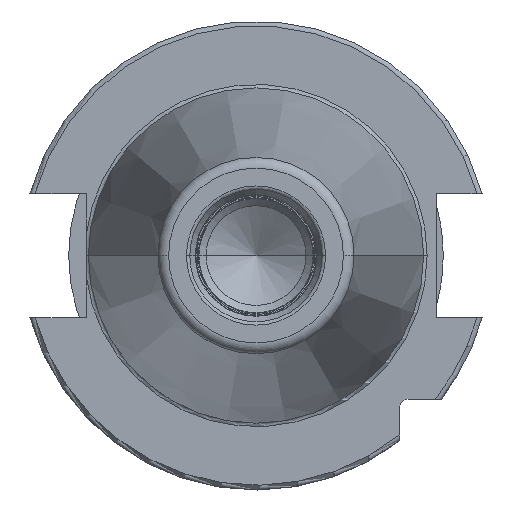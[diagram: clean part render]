
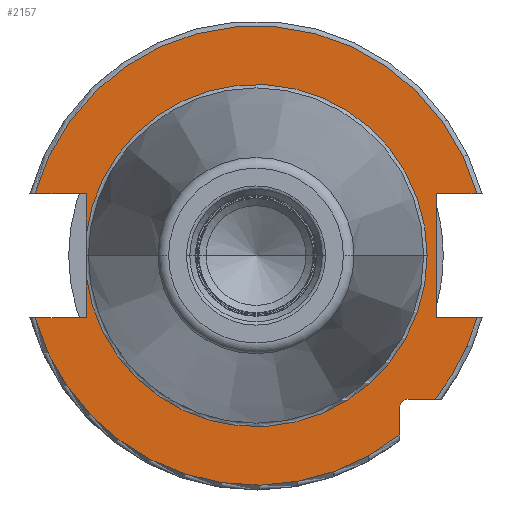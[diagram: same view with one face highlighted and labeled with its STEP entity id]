
A CAD part, left-side view. The second image highlights one B-rep face of the part: STEP entity #2157.
In plain terms, the highlighted planar face has unit normal (-1, 0, 0).
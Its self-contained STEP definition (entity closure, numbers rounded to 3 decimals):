
#117=CARTESIAN_POINT('',(3.2,0.,0.));
#118=DIRECTION('',(-1.,0.,0.));
#119=DIRECTION('',(0.,0.992,-0.124));
#120=AXIS2_PLACEMENT_3D('',#117,#118,#119);
#246=DIRECTION('',(0.,-1.,0.));
#247=VECTOR('',#246,5.654);
#248=CARTESIAN_POINT('',(3.2,-31.6,-29.85));
#249=LINE('',#248,#247);
#250=DIRECTION('',(0.,0.,1.));
#251=VECTOR('',#250,5.654);
#252=CARTESIAN_POINT('',(3.2,-29.85,-37.254));
#253=LINE('',#252,#251);
#254=CARTESIAN_POINT('',(3.2,0.,0.));
#255=DIRECTION('',(-1.,0.,0.));
#256=DIRECTION('',(0.,0.963,-0.27));
#257=AXIS2_PLACEMENT_3D('',#254,#255,#256);
#259=DIRECTION('',(0.,-1.,0.));
#260=VECTOR('',#259,10.661);
#261=CARTESIAN_POINT('',(3.2,45.961,-12.9));
#262=LINE('',#261,#260);
#263=DIRECTION('',(0.,0.,-1.));
#264=VECTOR('',#263,8.485);
#265=CARTESIAN_POINT('',(3.2,35.3,-4.415));
#266=LINE('',#265,#264);
#267=DIRECTION('',(0.,0.,-1.));
#268=VECTOR('',#267,8.485);
#269=CARTESIAN_POINT('',(3.2,35.3,12.9));
#270=LINE('',#269,#268);
#271=DIRECTION('',(0.,-1.,0.));
#272=VECTOR('',#271,10.661);
#273=CARTESIAN_POINT('',(3.2,45.961,12.9));
#274=LINE('',#273,#272);
#275=CARTESIAN_POINT('',(3.2,0.,0.));
#276=DIRECTION('',(1.,0.,0.));
#277=DIRECTION('',(0.,0.963,0.27));
#278=AXIS2_PLACEMENT_3D('',#275,#276,#277);
#280=DIRECTION('',(0.,1.,0.));
#281=VECTOR('',#280,8.461);
#282=CARTESIAN_POINT('',(3.2,-45.961,12.9));
#283=LINE('',#282,#281);
#284=DIRECTION('',(0.,0.,1.));
#285=VECTOR('',#284,25.8);
#286=CARTESIAN_POINT('',(3.2,-37.5,-12.9));
#287=LINE('',#286,#285);
#288=DIRECTION('',(0.,1.,0.));
#289=VECTOR('',#288,8.461);
#290=CARTESIAN_POINT('',(3.2,-45.961,-12.9));
#291=LINE('',#290,#289);
#292=CARTESIAN_POINT('',(3.2,0.,0.));
#293=DIRECTION('',(-1.,0.,0.));
#294=DIRECTION('',(0.,-0.78,-0.625));
#295=AXIS2_PLACEMENT_3D('',#292,#293,#294);
#306=CARTESIAN_POINT('',(3.2,-31.6,-31.6));
#307=DIRECTION('',(1.,0.,0.));
#308=DIRECTION('',(0.,1.,0.));
#309=AXIS2_PLACEMENT_3D('',#306,#307,#308);
#472=CARTESIAN_POINT('',(3.2,-37.254,-29.85));
#961=CARTESIAN_POINT('',(3.2,0.,0.));
#962=DIRECTION('',(1.,0.,0.));
#963=DIRECTION('',(0.,0.992,0.124));
#964=AXIS2_PLACEMENT_3D('',#961,#962,#963);
#1500=CARTESIAN_POINT('',(3.2,-35.575,0.));
#1502=VERTEX_POINT('',#1500);
#1618=CARTESIAN_POINT('',(3.2,45.961,12.9));
#1619=CARTESIAN_POINT('',(3.2,35.3,12.9));
#1620=VERTEX_POINT('',#1618);
#1621=VERTEX_POINT('',#1619);
#1622=CARTESIAN_POINT('',(3.2,35.3,4.415));
#1623=VERTEX_POINT('',#1622);
#1624=CARTESIAN_POINT('',(3.2,35.3,-4.415));
#1625=CARTESIAN_POINT('',(3.2,35.3,-12.9));
#1626=VERTEX_POINT('',#1624);
#1627=VERTEX_POINT('',#1625);
#1628=CARTESIAN_POINT('',(3.2,45.961,-12.9));
#1629=VERTEX_POINT('',#1628);
#1630=CARTESIAN_POINT('',(3.2,-45.961,-12.9));
#1631=CARTESIAN_POINT('',(3.2,-37.5,-12.9));
#1632=VERTEX_POINT('',#1630);
#1633=VERTEX_POINT('',#1631);
#1634=CARTESIAN_POINT('',(3.2,-37.5,12.9));
#1635=VERTEX_POINT('',#1634);
#1636=CARTESIAN_POINT('',(3.2,-45.961,12.9));
#1637=VERTEX_POINT('',#1636);
#1673=CARTESIAN_POINT('',(3.2,-29.85,-37.254));
#1674=VERTEX_POINT('',#1673);
#1679=CARTESIAN_POINT('',(3.2,-29.85,-31.6));
#1680=CARTESIAN_POINT('',(3.2,-31.6,-29.85));
#1681=VERTEX_POINT('',#1679);
#1682=VERTEX_POINT('',#1680);
#1701=VERTEX_POINT('',#472);
#2126=CARTESIAN_POINT('',(3.2,0.,0.));
#2127=DIRECTION('',(1.,0.,0.));
#2128=DIRECTION('',(0.,-1.,0.));
#2129=AXIS2_PLACEMENT_3D('',#2126,#2127,#2128);
#2130=PLANE('',#2129);
#2132=ORIENTED_EDGE('',*,*,#2131,.F.);
#2134=ORIENTED_EDGE('',*,*,#2133,.F.);
#2136=ORIENTED_EDGE('',*,*,#2135,.F.);
#2138=ORIENTED_EDGE('',*,*,#2137,.F.);
#2139=ORIENTED_EDGE('',*,*,#1977,.T.);
#2140=ORIENTED_EDGE('',*,*,#1964,.F.);
#2141=ORIENTED_EDGE('',*,*,#1927,.T.);
#2143=ORIENTED_EDGE('',*,*,#2142,.F.);
#2144=ORIENTED_EDGE('',*,*,#1959,.F.);
#2146=ORIENTED_EDGE('',*,*,#2145,.F.);
#2148=ORIENTED_EDGE('',*,*,#2147,.T.);
#2149=ORIENTED_EDGE('',*,*,#2099,.T.);
#2150=ORIENTED_EDGE('',*,*,#2087,.F.);
#2152=ORIENTED_EDGE('',*,*,#2151,.F.);
#2154=ORIENTED_EDGE('',*,*,#2153,.F.);
#2155=EDGE_LOOP('',(#2132,#2134,#2136,#2138,#2139,#2140,#2141,#2143,#2144,#2146,
#2148,#2149,#2150,#2152,#2154));
#2156=FACE_OUTER_BOUND('',#2155,.F.);
#2157=ADVANCED_FACE('',(#2156),#2130,.F.);
#121=CIRCLE('',#120,35.575);
#258=CIRCLE('',#257,47.738);
#279=CIRCLE('',#278,47.738);
#296=CIRCLE('',#295,47.738);
#310=CIRCLE('',#309,1.75);
#965=CIRCLE('',#964,35.575);
#1927=EDGE_CURVE('',#1626,#1502,#121,.T.);
#1959=EDGE_CURVE('',#1621,#1623,#270,.T.);
#1964=EDGE_CURVE('',#1626,#1627,#266,.T.);
#1977=EDGE_CURVE('',#1629,#1627,#262,.T.);
#2087=EDGE_CURVE('',#1633,#1635,#287,.T.);
#2099=EDGE_CURVE('',#1637,#1635,#283,.T.);
#2131=EDGE_CURVE('',#1682,#1701,#249,.T.);
#2133=EDGE_CURVE('',#1681,#1682,#310,.T.);
#2135=EDGE_CURVE('',#1674,#1681,#253,.T.);
#2137=EDGE_CURVE('',#1629,#1674,#258,.T.);
#2142=EDGE_CURVE('',#1623,#1502,#965,.T.);
#2145=EDGE_CURVE('',#1620,#1621,#274,.T.);
#2147=EDGE_CURVE('',#1620,#1637,#279,.T.);
#2151=EDGE_CURVE('',#1632,#1633,#291,.T.);
#2153=EDGE_CURVE('',#1701,#1632,#296,.T.);
